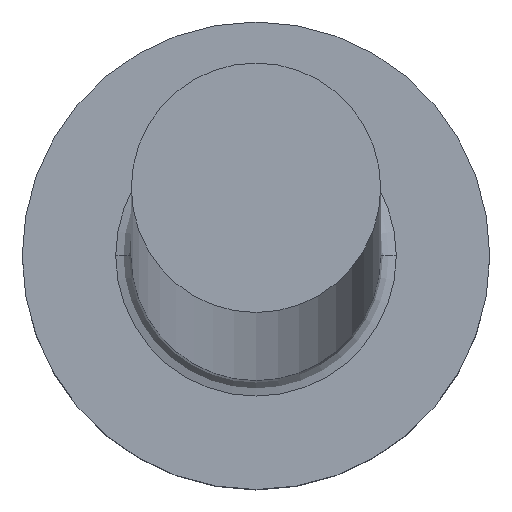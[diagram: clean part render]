
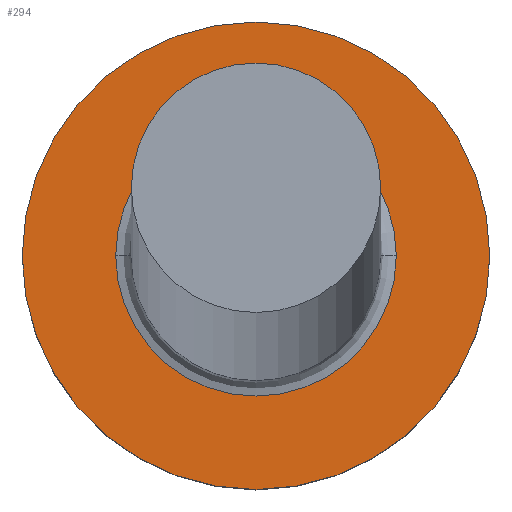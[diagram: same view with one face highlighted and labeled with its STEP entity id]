
A CAD part, top view. The second image highlights one B-rep face of the part: STEP entity #294.
In plain terms, the highlighted planar face has unit normal (0, 0, 1).
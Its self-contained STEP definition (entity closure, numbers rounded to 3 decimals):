
#10 = CIRCLE ( 'NONE', #181, 1.8 ) ;
#15 = CARTESIAN_POINT ( 'NONE',  ( -3., 0., 3. ) ) ;
#24 = DIRECTION ( 'NONE',  ( 1., 0., 0. ) ) ;
#37 = DIRECTION ( 'NONE',  ( 1., 0., 0. ) ) ;
#44 = CARTESIAN_POINT ( 'NONE',  ( 3., 0., 3. ) ) ;
#48 = CARTESIAN_POINT ( 'NONE',  ( 1.8, 0., 3. ) ) ;
#54 = ORIENTED_EDGE ( 'NONE', *, *, #279, .T. ) ;
#60 = DIRECTION ( 'NONE',  ( 1., 0., 0. ) ) ;
#62 = AXIS2_PLACEMENT_3D ( 'NONE', #110, #91, #60 ) ;
#65 = DIRECTION ( 'NONE',  ( 0., 0., -1. ) ) ;
#82 = EDGE_CURVE ( 'NONE', #255, #100, #280, .T. ) ;
#87 = CARTESIAN_POINT ( 'NONE',  ( 0., 0., 3. ) ) ;
#91 = DIRECTION ( 'NONE',  ( 0., 0., 1. ) ) ;
#100 = VERTEX_POINT ( 'NONE', #15 ) ;
#110 = CARTESIAN_POINT ( 'NONE',  ( 0., 0., 3. ) ) ;
#113 = FACE_OUTER_BOUND ( 'NONE', #302, .T. ) ;
#114 = AXIS2_PLACEMENT_3D ( 'NONE', #137, #180, #37 ) ;
#118 = DIRECTION ( 'NONE',  ( 1., 0., 0. ) ) ;
#129 = CIRCLE ( 'NONE', #173, 1.8 ) ;
#137 = CARTESIAN_POINT ( 'NONE',  ( 0., 0., 3. ) ) ;
#155 = ORIENTED_EDGE ( 'NONE', *, *, #266, .T. ) ;
#165 = AXIS2_PLACEMENT_3D ( 'NONE', #190, #305, #24 ) ;
#173 = AXIS2_PLACEMENT_3D ( 'NONE', #87, #265, #286 ) ;
#180 = DIRECTION ( 'NONE',  ( 0., 0., 1. ) ) ;
#181 = AXIS2_PLACEMENT_3D ( 'NONE', #239, #65, #118 ) ;
#190 = CARTESIAN_POINT ( 'NONE',  ( 0., 0., 3. ) ) ;
#205 = EDGE_CURVE ( 'NONE', #211, #278, #129, .T. ) ;
#211 = VERTEX_POINT ( 'NONE', #48 ) ;
#218 = CARTESIAN_POINT ( 'NONE',  ( -1.8, 0., 3. ) ) ;
#239 = CARTESIAN_POINT ( 'NONE',  ( 0., 0., 3. ) ) ;
#250 = ORIENTED_EDGE ( 'NONE', *, *, #82, .T. ) ;
#255 = VERTEX_POINT ( 'NONE', #44 ) ;
#265 = DIRECTION ( 'NONE',  ( 0., 0., -1. ) ) ;
#266 = EDGE_CURVE ( 'NONE', #278, #211, #10, .T. ) ;
#273 = EDGE_LOOP ( 'NONE', ( #298, #155 ) ) ;
#278 = VERTEX_POINT ( 'NONE', #218 ) ;
#279 = EDGE_CURVE ( 'NONE', #100, #255, #297, .T. ) ;
#280 = CIRCLE ( 'NONE', #114, 3. ) ;
#284 = FACE_BOUND ( 'NONE', #273, .T. ) ;
#286 = DIRECTION ( 'NONE',  ( 1., 0., 0. ) ) ;
#294 = ADVANCED_FACE ( 'NONE', ( #284, #113 ), #306, .T. ) ;
#297 = CIRCLE ( 'NONE', #165, 3. ) ;
#298 = ORIENTED_EDGE ( 'NONE', *, *, #205, .T. ) ;
#302 = EDGE_LOOP ( 'NONE', ( #54, #250 ) ) ;
#305 = DIRECTION ( 'NONE',  ( 0., 0., 1. ) ) ;
#306 = PLANE ( 'NONE',  #62 ) ;
